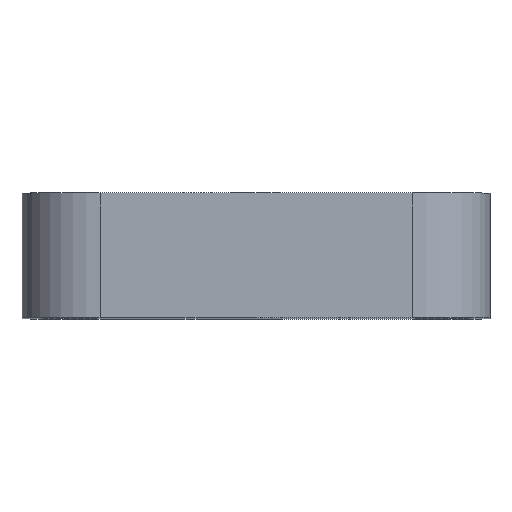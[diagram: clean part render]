
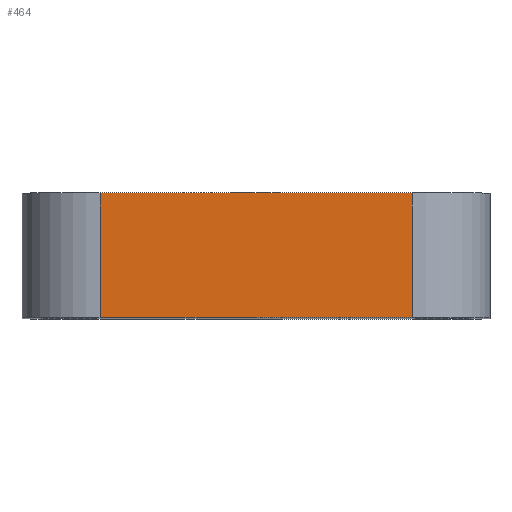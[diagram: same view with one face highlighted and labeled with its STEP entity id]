
A CAD part, top view. The second image highlights one B-rep face of the part: STEP entity #464.
In plain terms, the highlighted planar face has unit normal (0, 0, 1).
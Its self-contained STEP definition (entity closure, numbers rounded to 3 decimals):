
#80 = CARTESIAN_POINT ( 'NONE',  ( -15., 0., 25. ) ) ;
#98 = DIRECTION ( 'NONE',  ( 1., 0., 0. ) ) ;
#99 = ORIENTED_EDGE ( 'NONE', *, *, #930, .T. ) ;
#107 = CARTESIAN_POINT ( 'NONE',  ( 10., -8., 25. ) ) ;
#185 = CARTESIAN_POINT ( 'NONE',  ( -10., -8., 25. ) ) ;
#198 = DIRECTION ( 'NONE',  ( 0., -1., 0. ) ) ;
#203 = LINE ( 'NONE', #107, #1255 ) ;
#218 = CARTESIAN_POINT ( 'NONE',  ( -15., -8., 25. ) ) ;
#221 = CARTESIAN_POINT ( 'NONE',  ( -10., -8., 25. ) ) ;
#222 = VERTEX_POINT ( 'NONE', #733 ) ;
#272 = EDGE_CURVE ( 'NONE', #222, #940, #661, .T. ) ;
#291 = VECTOR ( 'NONE', #1086, 1000. ) ;
#374 = VECTOR ( 'NONE', #486, 1000. ) ;
#382 = LINE ( 'NONE', #688, #374 ) ;
#384 = LINE ( 'NONE', #185, #437 ) ;
#400 = FACE_OUTER_BOUND ( 'NONE', #1190, .T. ) ;
#437 = VECTOR ( 'NONE', #198, 1000. ) ;
#464 = ADVANCED_FACE ( 'NONE', ( #400 ), #809, .T. ) ;
#486 = DIRECTION ( 'NONE',  ( 1., 0., 0. ) ) ;
#501 = DIRECTION ( 'NONE',  ( 0., 1., 0. ) ) ;
#518 = ORIENTED_EDGE ( 'NONE', *, *, #731, .T. ) ;
#661 = LINE ( 'NONE', #80, #291 ) ;
#688 = CARTESIAN_POINT ( 'NONE',  ( -15., -8., 25. ) ) ;
#731 = EDGE_CURVE ( 'NONE', #222, #1182, #384, .T. ) ;
#733 = CARTESIAN_POINT ( 'NONE',  ( -10., 0., 25. ) ) ;
#809 = PLANE ( 'NONE',  #1042 ) ;
#855 = ORIENTED_EDGE ( 'NONE', *, *, #272, .F. ) ;
#864 = ORIENTED_EDGE ( 'NONE', *, *, #1145, .T. ) ;
#927 = CARTESIAN_POINT ( 'NONE',  ( 10., -8., 25. ) ) ;
#930 = EDGE_CURVE ( 'NONE', #1254, #940, #203, .T. ) ;
#940 = VERTEX_POINT ( 'NONE', #945 ) ;
#945 = CARTESIAN_POINT ( 'NONE',  ( 10., 0., 25. ) ) ;
#1042 = AXIS2_PLACEMENT_3D ( 'NONE', #218, #1129, #98 ) ;
#1086 = DIRECTION ( 'NONE',  ( 1., 0., 0. ) ) ;
#1129 = DIRECTION ( 'NONE',  ( 0., 0., 1. ) ) ;
#1145 = EDGE_CURVE ( 'NONE', #1182, #1254, #382, .T. ) ;
#1182 = VERTEX_POINT ( 'NONE', #221 ) ;
#1190 = EDGE_LOOP ( 'NONE', ( #864, #99, #855, #518 ) ) ;
#1254 = VERTEX_POINT ( 'NONE', #927 ) ;
#1255 = VECTOR ( 'NONE', #501, 1000. ) ;
